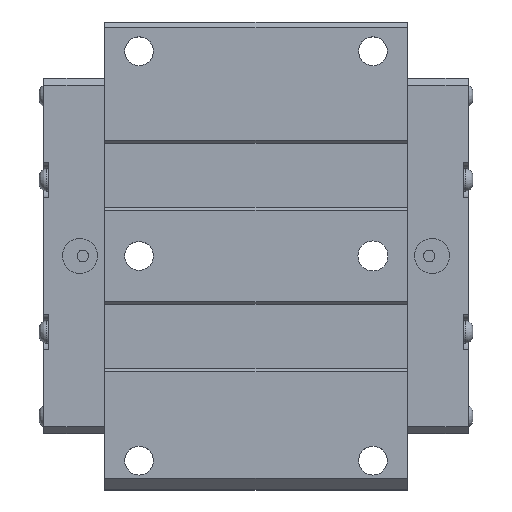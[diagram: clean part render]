
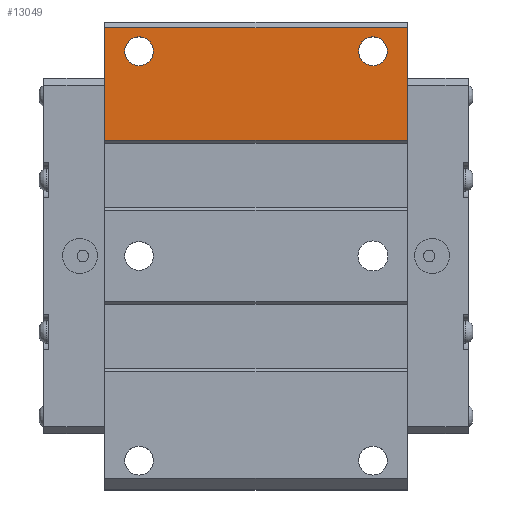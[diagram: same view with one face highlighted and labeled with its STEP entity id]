
A CAD part, top view. The second image highlights one B-rep face of the part: STEP entity #13049.
In plain terms, the highlighted planar face has unit normal (0, 0, 1).
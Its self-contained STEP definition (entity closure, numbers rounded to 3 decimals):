
#226=FACE_BOUND('',#1698,.T.);
#227=FACE_BOUND('',#1699,.T.);
#361=PLANE('',#13904);
#950=FACE_OUTER_BOUND('',#1697,.T.);
#1697=EDGE_LOOP('',(#8939,#8940,#8941,#8942));
#1698=EDGE_LOOP('',(#8943));
#1699=EDGE_LOOP('',(#8944));
#2459=LINE('',#18659,#3771);
#2615=LINE('',#19064,#3927);
#2617=LINE('',#19068,#3929);
#2618=LINE('',#19069,#3930);
#3771=VECTOR('',#15196,10.);
#3927=VECTOR('',#15454,10.);
#3929=VECTOR('',#15458,10.);
#3930=VECTOR('',#15459,10.);
#5051=CIRCLE('',#13905,2.459);
#5052=CIRCLE('',#13906,2.459);
#5502=VERTEX_POINT('',#18656);
#5503=VERTEX_POINT('',#18658);
#5637=VERTEX_POINT('',#19063);
#5638=VERTEX_POINT('',#19067);
#5639=VERTEX_POINT('',#19070);
#5640=VERTEX_POINT('',#19072);
#6757=EDGE_CURVE('',#5502,#5503,#2459,.T.);
#6929=EDGE_CURVE('',#5637,#5502,#2615,.T.);
#6931=EDGE_CURVE('',#5638,#5503,#2617,.T.);
#6932=EDGE_CURVE('',#5638,#5637,#2618,.T.);
#6933=EDGE_CURVE('',#5639,#5639,#5051,.T.);
#6934=EDGE_CURVE('',#5640,#5640,#5052,.T.);
#8939=ORIENTED_EDGE('',*,*,#6931,.T.);
#8940=ORIENTED_EDGE('',*,*,#6757,.F.);
#8941=ORIENTED_EDGE('',*,*,#6929,.F.);
#8942=ORIENTED_EDGE('',*,*,#6932,.F.);
#8943=ORIENTED_EDGE('',*,*,#6933,.T.);
#8944=ORIENTED_EDGE('',*,*,#6934,.T.);
#13049=ADVANCED_FACE('',(#950,#226,#227),#361,.T.);
#13904=AXIS2_PLACEMENT_3D('',#19066,#15456,#15457);
#13905=AXIS2_PLACEMENT_3D('',#19071,#15460,#15461);
#13906=AXIS2_PLACEMENT_3D('',#19073,#15462,#15463);
#15196=DIRECTION('',(0.,1.,0.));
#15454=DIRECTION('',(-1.,0.,0.));
#15456=DIRECTION('center_axis',(0.,0.,1.));
#15457=DIRECTION('ref_axis',(0.,1.,0.));
#15458=DIRECTION('',(-1.,0.,0.));
#15459=DIRECTION('',(0.,-1.,0.));
#15460=DIRECTION('center_axis',(0.,0.,-1.));
#15461=DIRECTION('ref_axis',(0.,-1.,0.));
#15462=DIRECTION('center_axis',(0.,0.,-1.));
#15463=DIRECTION('ref_axis',(0.,-1.,0.));
#18656=CARTESIAN_POINT('',(-75.3,19.8,27.));
#18658=CARTESIAN_POINT('',(-75.3,39.,27.));
#18659=CARTESIAN_POINT('',(-75.3,19.8,27.));
#19063=CARTESIAN_POINT('',(-23.5,19.8,27.));
#19064=CARTESIAN_POINT('',(-49.4,19.8,27.));
#19066=CARTESIAN_POINT('Origin',(-49.4,19.8,27.));
#19067=CARTESIAN_POINT('',(-23.5,39.,27.));
#19068=CARTESIAN_POINT('',(-49.4,39.,27.));
#19069=CARTESIAN_POINT('',(-23.5,19.8,27.));
#19070=CARTESIAN_POINT('',(-29.4,37.459,27.));
#19071=CARTESIAN_POINT('Origin',(-29.4,35.,27.));
#19072=CARTESIAN_POINT('',(-69.4,37.459,27.));
#19073=CARTESIAN_POINT('Origin',(-69.4,35.,27.));
